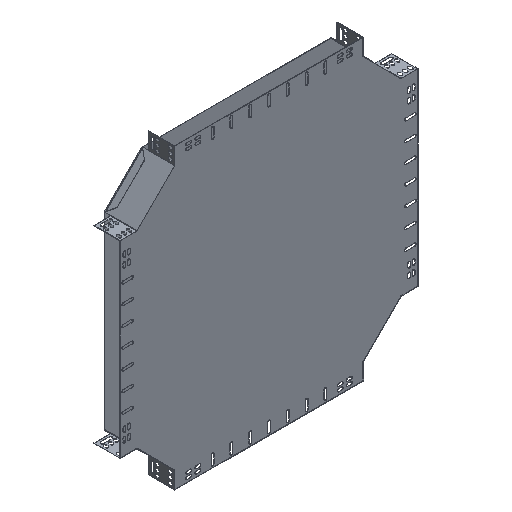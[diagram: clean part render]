
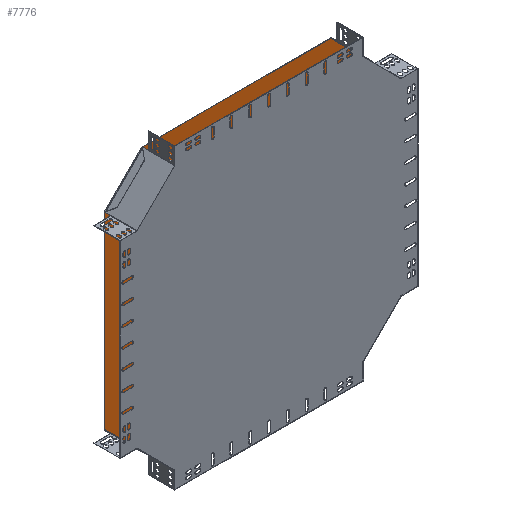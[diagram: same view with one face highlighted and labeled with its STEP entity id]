
A CAD part, isometric view. The second image highlights one B-rep face of the part: STEP entity #7776.
In plain terms, the highlighted planar face has unit normal (0, -1, 0).
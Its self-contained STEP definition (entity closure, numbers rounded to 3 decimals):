
#372 = CARTESIAN_POINT ( 'NONE',  ( 359.263, 189.964, 255.051 ) ) ;
#437 = VERTEX_POINT ( 'NONE', #17424 ) ;
#461 = EDGE_LOOP ( 'NONE', ( #15908, #14290, #16616, #7169, #11311, #18248, #10623, #4422 ) ) ;
#695 = VECTOR ( 'NONE', #7840, 1000. ) ;
#726 = LINE ( 'NONE', #11352, #4158 ) ;
#731 = VERTEX_POINT ( 'NONE', #16039 ) ;
#1370 = CARTESIAN_POINT ( 'NONE',  ( 359.263, 189.964, -246.549 ) ) ;
#2257 = VERTEX_POINT ( 'NONE', #17260 ) ;
#2368 = EDGE_CURVE ( 'NONE', #6382, #2257, #18180, .T. ) ;
#2612 = VECTOR ( 'NONE', #11826, 1000. ) ;
#3257 = DIRECTION ( 'NONE',  ( 0., -1., 0. ) ) ;
#3496 = VERTEX_POINT ( 'NONE', #16151 ) ;
#4004 = DIRECTION ( 'NONE',  ( -0.707, 0., 0.707 ) ) ;
#4054 = LINE ( 'NONE', #15667, #14887 ) ;
#4127 = LINE ( 'NONE', #6355, #695 ) ;
#4158 = VECTOR ( 'NONE', #4004, 1000. ) ;
#4254 = EDGE_CURVE ( 'NONE', #437, #731, #4656, .T. ) ;
#4389 = CARTESIAN_POINT ( 'NONE',  ( -342.337, 189.964, -246.549 ) ) ;
#4422 = ORIENTED_EDGE ( 'NONE', *, *, #2368, .F. ) ;
#4656 = LINE ( 'NONE', #8811, #15978 ) ;
#5235 = VECTOR ( 'NONE', #9204, 1000. ) ;
#5501 = AXIS2_PLACEMENT_3D ( 'NONE', #17942, #3257, #13558 ) ;
#5637 = VECTOR ( 'NONE', #13227, 1000. ) ;
#5804 = CARTESIAN_POINT ( 'NONE',  ( -242.337, 189.964, 355.051 ) ) ;
#5989 = EDGE_CURVE ( 'NONE', #3496, #6382, #4127, .T. ) ;
#6355 = CARTESIAN_POINT ( 'NONE',  ( -242.337, 189.964, 355.051 ) ) ;
#6382 = VERTEX_POINT ( 'NONE', #5804 ) ;
#6896 = DIRECTION ( 'NONE',  ( 1., 0., 0. ) ) ;
#7169 = ORIENTED_EDGE ( 'NONE', *, *, #4254, .F. ) ;
#7776 = ADVANCED_FACE ( 'NONE', ( #9169 ), #9143, .T. ) ;
#7794 = EDGE_CURVE ( 'NONE', #2257, #15344, #12611, .T. ) ;
#7840 = DIRECTION ( 'NONE',  ( 0.707, 0., 0.707 ) ) ;
#8518 = VERTEX_POINT ( 'NONE', #18650 ) ;
#8811 = CARTESIAN_POINT ( 'NONE',  ( 259.263, 189.964, -346.549 ) ) ;
#9143 = PLANE ( 'NONE',  #5501 ) ;
#9169 = FACE_OUTER_BOUND ( 'NONE', #461, .T. ) ;
#9204 = DIRECTION ( 'NONE',  ( 0.707, 0., -0.707 ) ) ;
#9993 = LINE ( 'NONE', #10350, #2612 ) ;
#10046 = EDGE_CURVE ( 'NONE', #8518, #3496, #17396, .T. ) ;
#10350 = CARTESIAN_POINT ( 'NONE',  ( 259.263, 189.964, -346.549 ) ) ;
#10623 = ORIENTED_EDGE ( 'NONE', *, *, #7794, .F. ) ;
#11311 = ORIENTED_EDGE ( 'NONE', *, *, #12247, .F. ) ;
#11352 = CARTESIAN_POINT ( 'NONE',  ( -342.337, 189.964, -246.549 ) ) ;
#11826 = DIRECTION ( 'NONE',  ( -0.707, 0., -0.707 ) ) ;
#11923 = CARTESIAN_POINT ( 'NONE',  ( 359.263, 189.964, 255.051 ) ) ;
#12247 = EDGE_CURVE ( 'NONE', #15862, #437, #9993, .T. ) ;
#12611 = LINE ( 'NONE', #372, #5235 ) ;
#13227 = DIRECTION ( 'NONE',  ( 0., 0., 1. ) ) ;
#13558 = DIRECTION ( 'NONE',  ( 0., 0., -1. ) ) ;
#13653 = EDGE_CURVE ( 'NONE', #15344, #15862, #4054, .T. ) ;
#14248 = DIRECTION ( 'NONE',  ( 0., 0., -1. ) ) ;
#14290 = ORIENTED_EDGE ( 'NONE', *, *, #10046, .F. ) ;
#14887 = VECTOR ( 'NONE', #14248, 1000. ) ;
#15344 = VERTEX_POINT ( 'NONE', #11923 ) ;
#15667 = CARTESIAN_POINT ( 'NONE',  ( 359.263, 189.964, 255.051 ) ) ;
#15862 = VERTEX_POINT ( 'NONE', #1370 ) ;
#15908 = ORIENTED_EDGE ( 'NONE', *, *, #5989, .F. ) ;
#15978 = VECTOR ( 'NONE', #19084, 1000. ) ;
#16039 = CARTESIAN_POINT ( 'NONE',  ( -242.337, 189.964, -346.549 ) ) ;
#16151 = CARTESIAN_POINT ( 'NONE',  ( -342.337, 189.964, 255.051 ) ) ;
#16616 = ORIENTED_EDGE ( 'NONE', *, *, #17682, .F. ) ;
#17196 = CARTESIAN_POINT ( 'NONE',  ( -242.337, 189.964, 355.051 ) ) ;
#17260 = CARTESIAN_POINT ( 'NONE',  ( 259.263, 189.964, 355.051 ) ) ;
#17268 = VECTOR ( 'NONE', #6896, 1000. ) ;
#17396 = LINE ( 'NONE', #4389, #5637 ) ;
#17424 = CARTESIAN_POINT ( 'NONE',  ( 259.263, 189.964, -346.549 ) ) ;
#17682 = EDGE_CURVE ( 'NONE', #731, #8518, #726, .T. ) ;
#17942 = CARTESIAN_POINT ( 'NONE',  ( -593.137, 189.964, 4.251 ) ) ;
#18180 = LINE ( 'NONE', #17196, #17268 ) ;
#18248 = ORIENTED_EDGE ( 'NONE', *, *, #13653, .F. ) ;
#18650 = CARTESIAN_POINT ( 'NONE',  ( -342.337, 189.964, -246.549 ) ) ;
#19084 = DIRECTION ( 'NONE',  ( -1., 0., 0. ) ) ;
